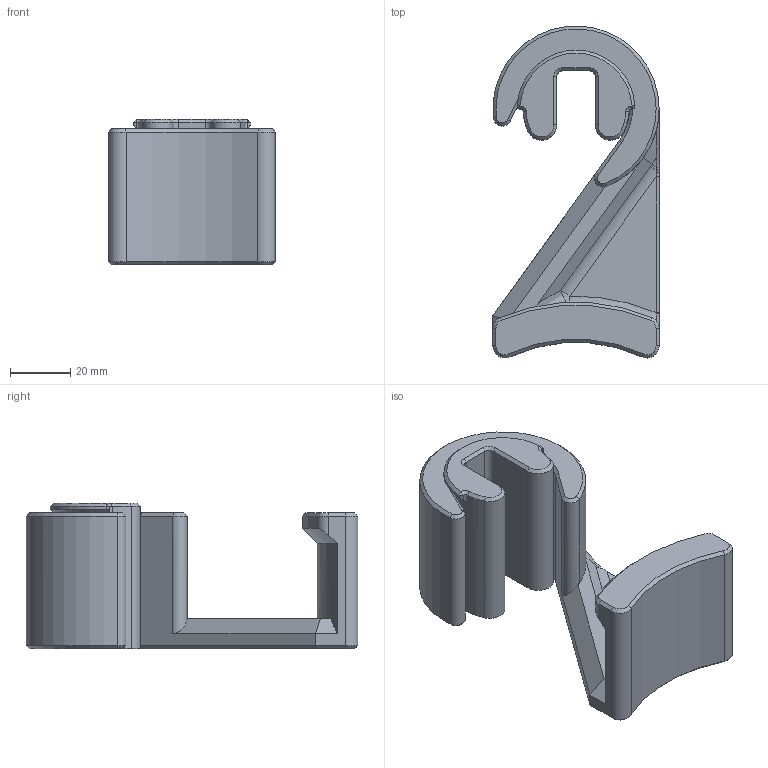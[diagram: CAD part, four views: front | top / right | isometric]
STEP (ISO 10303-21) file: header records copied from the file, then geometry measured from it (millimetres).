
FILE_DESCRIPTION(/* description */ (''),/* implementation_level */ '2;1');
FILE_NAME(/* name */ 'Backpack Closet Hook v5.step',/* time_stamp */ '2025-06-29T20:04:32-07:00',/* author */ (''),/* organization */ (''),/* preprocessor_version */ 'ST-DEVELOPER v20.1',/* originating_system */ 'Autodesk Translation Framework v14.10.0.0',/* authorisation */ '');
FILE_SCHEMA (('AUTOMOTIVE_DESIGN { 1 0 10303 214 3 1 1 }'));
Length unit declared in the file: millimetre
Products named in the file (2): Backpack Closet Hook; Component2
Assembly tree (1 placements, depth 2):
  Backpack Closet Hook
    Component2
Bounding box: 55 x 109.76 x 48.3 mm (x, y, z)
Volume: 105307.3 mm3; surface area: 30625.1 mm2
Topology: 2 solids, 2 shells, 98 faces, 231 edges, 135 vertices
Faces by surface type: cone 31, plane 29, cylinder 23, bspline 12, torus 2, sphere 1
Entity records: 3074 total; most frequent: CARTESIAN_POINT 851, ORIENTED_EDGE 458, DIRECTION 446, EDGE_CURVE 229, AXIS2_PLACEMENT_3D 164, VERTEX_POINT 135, LINE 118, VECTOR 118
